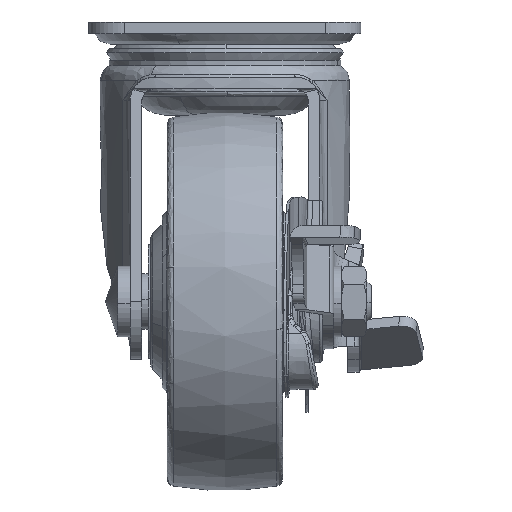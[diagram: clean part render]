
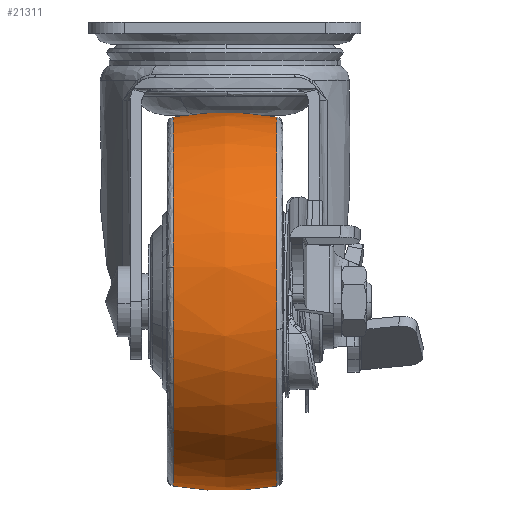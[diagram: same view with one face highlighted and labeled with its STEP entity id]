
A CAD part, left-side view. The second image highlights one B-rep face of the part: STEP entity #21311.
In plain terms, the highlighted free-form (B-spline) face has degree [2, 2] with [5, 5] control points.
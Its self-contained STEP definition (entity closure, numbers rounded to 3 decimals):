
#20829=CARTESIAN_POINT('',(-25.0,10.256,-18.883));
#20830=VERTEX_POINT('',#20829);
#20861=CARTESIAN_POINT('',(-60.968,10.256,-48.639));
#20862=VERTEX_POINT('',#20861);
#20876=CARTESIAN_POINT('',(-25.0,10.256,-18.883));
#20877=CARTESIAN_POINT('',(-55.292,10.256,-18.883));
#20878=CARTESIAN_POINT('',(-60.968,10.256,-48.639));
#20886=(BOUNDED_CURVE()B_SPLINE_CURVE(2,(#20876,#20877,#20878),.UNSPECIFIED.,.F.,.U.)B_SPLINE_CURVE_WITH_KNOTS((3,3),(0.5,0.718),.UNSPECIFIED.)CURVE()GEOMETRIC_REPRESENTATION_ITEM()RATIONAL_B_SPLINE_CURVE((1.0,0.745,0.934))REPRESENTATION_ITEM(''));
#20887=EDGE_CURVE('',#20830,#20862,#20886,.T.);
#20915=CARTESIAN_POINT('',(-25.0,10.256,-92.117));
#20916=VERTEX_POINT('',#20915);
#20930=CARTESIAN_POINT('',(-60.968,10.256,-48.639));
#20931=CARTESIAN_POINT('',(-61.617,10.256,-52.039));
#20932=CARTESIAN_POINT('',(-61.617,10.256,-55.5));
#20933=CARTESIAN_POINT('',(-61.617,10.256,-92.117));
#20934=CARTESIAN_POINT('',(-25.0,10.256,-92.117));
#20942=(BOUNDED_CURVE()B_SPLINE_CURVE(2,(#20930,#20931,#20932,#20933,#20934),.UNSPECIFIED.,.F.,.U.)B_SPLINE_CURVE_WITH_KNOTS((3,2,3),(0.718,0.75,1.0),.UNSPECIFIED.)CURVE()GEOMETRIC_REPRESENTATION_ITEM()RATIONAL_B_SPLINE_CURVE((0.934,0.962,1.0,0.707,1.0))REPRESENTATION_ITEM(''));
#20943=EDGE_CURVE('',#20862,#20916,#20942,.T.);
#21185=CARTESIAN_POINT('',(-25.0,-10.256,-92.117));
#21186=VERTEX_POINT('',#21185);
#21187=CARTESIAN_POINT('',(-25.0,-10.256,-92.117));
#21188=CARTESIAN_POINT('',(-25.0,-7.189,-92.649));
#21189=CARTESIAN_POINT('',(-25.0,-2.578,-93.083));
#21190=CARTESIAN_POINT('',(-25.0,4.296,-92.936));
#21191=CARTESIAN_POINT('',(-25.0,8.035,-92.502));
#21192=CARTESIAN_POINT('',(-25.0,10.256,-92.117));
#21193=B_SPLINE_CURVE_WITH_KNOTS('',3,(#21187,#21188,#21189,#21190,#21191,#21192),.UNSPECIFIED.,.F.,.U.,(4,1,1,4),(0.,9.341,13.85,20.614),.UNSPECIFIED.);
#21194=EDGE_CURVE('',#21186,#20916,#21193,.T.);
#21198=CARTESIAN_POINT('',(-25.0,-10.256,-18.883));
#21199=VERTEX_POINT('',#21198);
#21200=CARTESIAN_POINT('',(-25.0,-10.256,-18.883));
#21201=CARTESIAN_POINT('',(-25.0,-7.823,-18.461));
#21202=CARTESIAN_POINT('',(-25.0,-4.081,-18.048));
#21203=CARTESIAN_POINT('',(-25.0,2.793,-17.937));
#21204=CARTESIAN_POINT('',(-25.0,7.189,-18.351));
#21205=CARTESIAN_POINT('',(-25.0,10.256,-18.883));
#21206=B_SPLINE_CURVE_WITH_KNOTS('',3,(#21200,#21201,#21202,#21203,#21204,#21205),.UNSPECIFIED.,.F.,.U.,(4,1,1,4),(0.,7.408,11.273,20.614),.UNSPECIFIED.);
#21207=EDGE_CURVE('',#21199,#20830,#21206,.T.);
#21242=CARTESIAN_POINT('',(-25.,-11.293,-19.072));
#21243=CARTESIAN_POINT('',(-25.,-5.697,-18.));
#21244=CARTESIAN_POINT('',(-25.0,0.,-18.));
#21245=CARTESIAN_POINT('',(-25.0,5.697,-18.));
#21246=CARTESIAN_POINT('',(-25.,11.293,-19.072));
#21247=CARTESIAN_POINT('',(-61.428,-11.293,-19.072));
#21248=CARTESIAN_POINT('',(-62.5,-5.697,-18.));
#21249=CARTESIAN_POINT('',(-62.5,0.,-18.));
#21250=CARTESIAN_POINT('',(-62.5,5.697,-18.));
#21251=CARTESIAN_POINT('',(-61.428,11.293,-19.072));
#21252=CARTESIAN_POINT('',(-61.428,-11.293,-55.5));
#21253=CARTESIAN_POINT('',(-62.5,-5.697,-55.5));
#21254=CARTESIAN_POINT('',(-62.5,0.,-55.5));
#21255=CARTESIAN_POINT('',(-62.5,5.697,-55.5));
#21256=CARTESIAN_POINT('',(-61.428,11.293,-55.5));
#21257=CARTESIAN_POINT('',(-61.428,-11.293,-91.928));
#21258=CARTESIAN_POINT('',(-62.5,-5.697,-93.));
#21259=CARTESIAN_POINT('',(-62.5,0.,-93.));
#21260=CARTESIAN_POINT('',(-62.5,5.697,-93.));
#21261=CARTESIAN_POINT('',(-61.428,11.293,-91.928));
#21262=CARTESIAN_POINT('',(-25.,-11.293,-91.928));
#21263=CARTESIAN_POINT('',(-25.,-5.697,-93.));
#21264=CARTESIAN_POINT('',(-25.0,0.,-93.));
#21265=CARTESIAN_POINT('',(-25.0,5.697,-93.));
#21266=CARTESIAN_POINT('',(-25.,11.293,-91.928));
#21274=(BOUNDED_SURFACE()B_SPLINE_SURFACE(2,2,((#21242,#21247,#21252,#21257,#21262),(#21243,#21248,#21253,#21258,#21263),(#21244,#21249,#21254,#21259,#21264),(#21245,#21250,#21255,#21260,#21265),(#21246,#21251,#21256,#21261,#21266)),.UNSPECIFIED.,.F.,.F.,.U.)B_SPLINE_SURFACE_WITH_KNOTS((3,2,3),(3,2,3),(0.0,11.62,23.241),(0.0,62.132,124.264),.UNSPECIFIED.)GEOMETRIC_REPRESENTATION_ITEM()RATIONAL_B_SPLINE_SURFACE(((0.953,0.674,0.953,0.674,0.953),(0.972,0.687,0.972,0.687,0.972),(1.0,0.707,1.0,0.707,1.0),(0.972,0.687,0.972,0.687,0.972),(0.953,0.674,0.953,0.674,0.953)))REPRESENTATION_ITEM('')SURFACE());
#21275=ORIENTED_EDGE('',*,*,#21194,.F.);
#21276=CARTESIAN_POINT('',(-61.201,-10.256,-61.001));
#21277=VERTEX_POINT('',#21276);
#21278=CARTESIAN_POINT('',(-61.201,-10.256,-61.001));
#21279=CARTESIAN_POINT('',(-56.473,-10.256,-92.117));
#21280=CARTESIAN_POINT('',(-25.0,-10.256,-92.117));
#21288=(BOUNDED_CURVE()B_SPLINE_CURVE(2,(#21278,#21279,#21280),.UNSPECIFIED.,.F.,.U.)B_SPLINE_CURVE_WITH_KNOTS((3,3),(0.776,1.0),.UNSPECIFIED.)CURVE()GEOMETRIC_REPRESENTATION_ITEM()RATIONAL_B_SPLINE_CURVE((0.946,0.737,1.0))REPRESENTATION_ITEM(''));
#21289=EDGE_CURVE('',#21277,#21186,#21288,.T.);
#21290=ORIENTED_EDGE('',*,*,#21289,.F.);
#21291=CARTESIAN_POINT('',(-25.0,-10.256,-18.883));
#21292=CARTESIAN_POINT('',(-61.617,-10.256,-18.883));
#21293=CARTESIAN_POINT('',(-61.617,-10.256,-55.5));
#21294=CARTESIAN_POINT('',(-61.617,-10.256,-58.266));
#21295=CARTESIAN_POINT('',(-61.201,-10.256,-61.001));
#21303=(BOUNDED_CURVE()B_SPLINE_CURVE(2,(#21291,#21292,#21293,#21294,#21295),.UNSPECIFIED.,.F.,.U.)B_SPLINE_CURVE_WITH_KNOTS((3,2,3),(0.5,0.75,0.776),.UNSPECIFIED.)CURVE()GEOMETRIC_REPRESENTATION_ITEM()RATIONAL_B_SPLINE_CURVE((1.0,0.707,1.0,0.97,0.946))REPRESENTATION_ITEM(''));
#21304=EDGE_CURVE('',#21199,#21277,#21303,.T.);
#21305=ORIENTED_EDGE('',*,*,#21304,.F.);
#21306=ORIENTED_EDGE('',*,*,#21207,.T.);
#21307=ORIENTED_EDGE('',*,*,#20887,.T.);
#21308=ORIENTED_EDGE('',*,*,#20943,.T.);
#21309=EDGE_LOOP('',(#21275,#21290,#21305,#21306,#21307,#21308));
#21310=FACE_OUTER_BOUND('',#21309,.T.);
#21311=ADVANCED_FACE('',(#21310),#21274,.T.);
